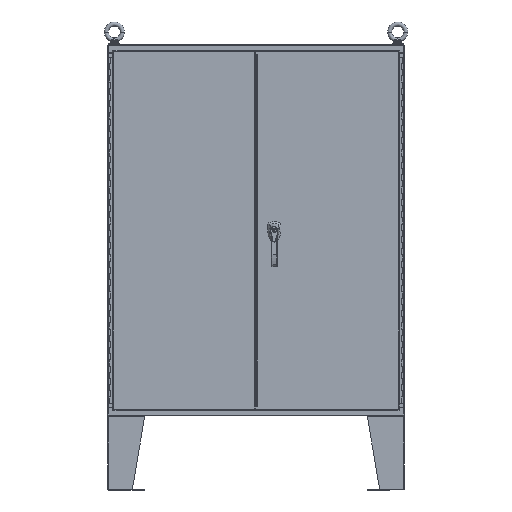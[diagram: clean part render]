
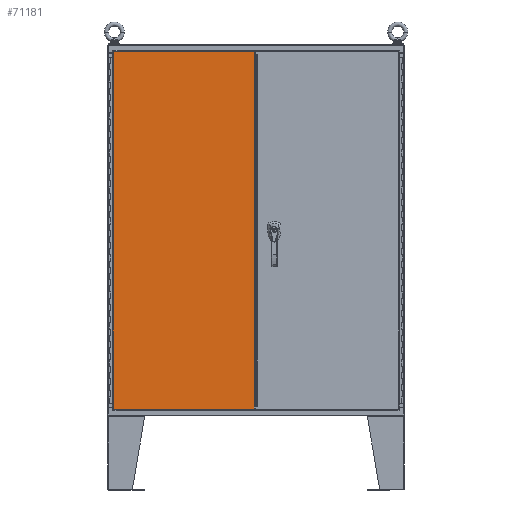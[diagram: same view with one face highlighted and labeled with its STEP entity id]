
A CAD part, front view. The second image highlights one B-rep face of the part: STEP entity #71181.
In plain terms, the highlighted planar face has unit normal (0, -1, 0).
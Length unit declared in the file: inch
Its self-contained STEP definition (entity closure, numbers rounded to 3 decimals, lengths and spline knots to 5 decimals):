
#764 = CARTESIAN_POINT ( 'NONE',  ( -0.268, -9.7525, 28.982 ) ) ;
#1416 = VERTEX_POINT ( 'NONE', #66546 ) ;
#2491 = EDGE_CURVE ( 'NONE', #98634, #60895, #60706, .T. ) ;
#3927 = EDGE_LOOP ( 'NONE', ( #31748, #78597, #68187, #51032, #53088, #72008 ) ) ;
#7261 = EDGE_CURVE ( 'NONE', #94606, #25192, #97485, .T. ) ;
#7345 = VECTOR ( 'NONE', #50995, 39.37008 ) ;
#8996 = VECTOR ( 'NONE', #92294, 39.37008 ) ;
#8998 = AXIS2_PLACEMENT_3D ( 'NONE', #93546, #63047, #9573 ) ;
#9573 = DIRECTION ( 'NONE',  ( 0., 0., 1. ) ) ;
#10995 = CARTESIAN_POINT ( 'NONE',  ( -0.268, -9.7525, -28.982 ) ) ;
#13464 = VECTOR ( 'NONE', #75875, 39.37008 ) ;
#13490 = CARTESIAN_POINT ( 'NONE',  ( -23.107, -9.7525, -28.982 ) ) ;
#14259 = LINE ( 'NONE', #66773, #69617 ) ;
#14393 = DIRECTION ( 'NONE',  ( 0., 0., -1. ) ) ;
#16169 = CARTESIAN_POINT ( 'NONE',  ( -0.268, -9.7525, 28.982 ) ) ;
#21660 = EDGE_CURVE ( 'NONE', #60895, #48444, #67895, .T. ) ;
#22545 = CARTESIAN_POINT ( 'NONE',  ( -0.268, -9.7525, -28.608 ) ) ;
#25192 = VERTEX_POINT ( 'NONE', #92474 ) ;
#31748 = ORIENTED_EDGE ( 'NONE', *, *, #21660, .F. ) ;
#37393 = CARTESIAN_POINT ( 'NONE',  ( -0.268, -9.7525, 28.982 ) ) ;
#37478 = CARTESIAN_POINT ( 'NONE',  ( -23.107, -9.7525, 28.982 ) ) ;
#48444 = VERTEX_POINT ( 'NONE', #10995 ) ;
#50995 = DIRECTION ( 'NONE',  ( 0., 0., 1. ) ) ;
#51032 = ORIENTED_EDGE ( 'NONE', *, *, #57784, .F. ) ;
#51793 = EDGE_CURVE ( 'NONE', #48444, #94606, #14259, .T. ) ;
#52883 = LINE ( 'NONE', #83373, #13464 ) ;
#53088 = ORIENTED_EDGE ( 'NONE', *, *, #7261, .F. ) ;
#57036 = FACE_OUTER_BOUND ( 'NONE', #3927, .T. ) ;
#57784 = EDGE_CURVE ( 'NONE', #25192, #1416, #52883, .T. ) ;
#60706 = LINE ( 'NONE', #16169, #93216 ) ;
#60895 = VERTEX_POINT ( 'NONE', #22545 ) ;
#61358 = EDGE_CURVE ( 'NONE', #1416, #98634, #69327, .T. ) ;
#63047 = DIRECTION ( 'NONE',  ( 0., 1., 0. ) ) ;
#66273 = DIRECTION ( 'NONE',  ( -1., 0., 0. ) ) ;
#66546 = CARTESIAN_POINT ( 'NONE',  ( -0.268, -9.7525, 28.982 ) ) ;
#66773 = CARTESIAN_POINT ( 'NONE',  ( -23.107, -9.7525, -28.982 ) ) ;
#67895 = LINE ( 'NONE', #37393, #95050 ) ;
#68187 = ORIENTED_EDGE ( 'NONE', *, *, #61358, .F. ) ;
#69327 = LINE ( 'NONE', #764, #8996 ) ;
#69617 = VECTOR ( 'NONE', #66273, 39.37008 ) ;
#70716 = CARTESIAN_POINT ( 'NONE',  ( -0.268, -9.7525, 28.608 ) ) ;
#71181 = ADVANCED_FACE ( 'NONE', ( #57036 ), #95005, .F. ) ;
#72008 = ORIENTED_EDGE ( 'NONE', *, *, #51793, .F. ) ;
#75875 = DIRECTION ( 'NONE',  ( 1., 0., 0. ) ) ;
#76723 = DIRECTION ( 'NONE',  ( 0., 0., -1. ) ) ;
#78597 = ORIENTED_EDGE ( 'NONE', *, *, #2491, .F. ) ;
#83373 = CARTESIAN_POINT ( 'NONE',  ( -23.107, -9.7525, 28.982 ) ) ;
#92294 = DIRECTION ( 'NONE',  ( 0., 0., -1. ) ) ;
#92474 = CARTESIAN_POINT ( 'NONE',  ( -23.107, -9.7525, 28.982 ) ) ;
#93216 = VECTOR ( 'NONE', #76723, 39.37008 ) ;
#93546 = CARTESIAN_POINT ( 'NONE',  ( -23.107, -9.7525, 28.982 ) ) ;
#94606 = VERTEX_POINT ( 'NONE', #13490 ) ;
#95005 = PLANE ( 'NONE',  #8998 ) ;
#95050 = VECTOR ( 'NONE', #14393, 39.37008 ) ;
#97485 = LINE ( 'NONE', #37478, #7345 ) ;
#98634 = VERTEX_POINT ( 'NONE', #70716 ) ;
